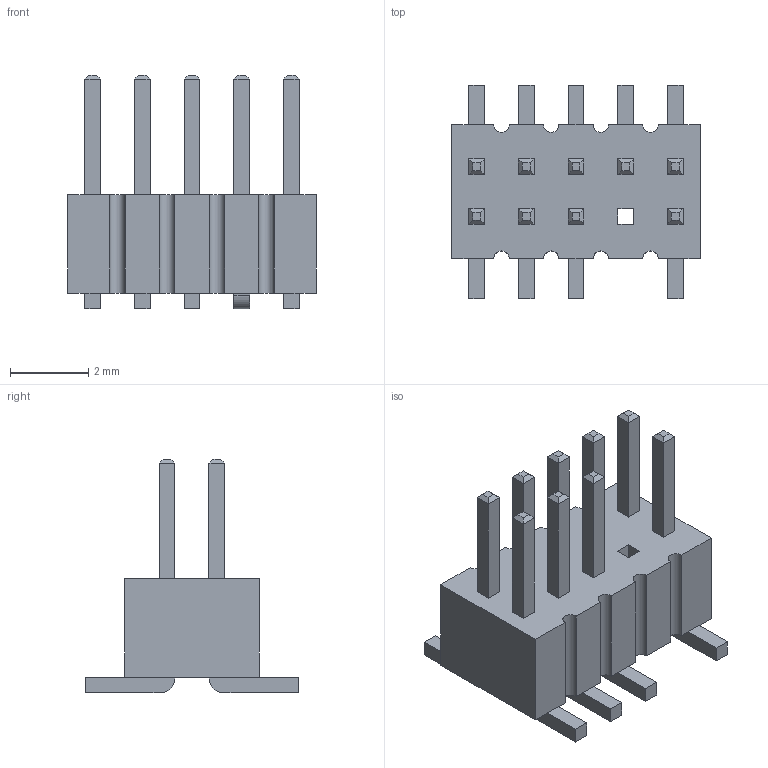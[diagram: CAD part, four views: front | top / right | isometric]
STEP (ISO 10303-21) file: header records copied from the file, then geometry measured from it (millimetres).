
FILE_DESCRIPTION(('FreeCAD Model'),'2;1');
FILE_NAME('Samtec_FTSH_105_xx_x_DV_007_cp.step', '2019-08-10T09:33:29',('kicad StepUp'),('ksu MCAD'), 'Open CASCADE STEP processor 7.3','FreeCAD','Unknown');
FILE_SCHEMA(('AUTOMOTIVE_DESIGN { 1 0 10303 214 1 1 1 1 }'));
Length unit declared in the file: millimetre
Products named in the file (1): Samtec_FTSH_105_xx_x_DV_007_cp
Bounding box: 6.35 x 5.45 x 5.97 mm (x, y, z)
Volume: 57.1 mm3; surface area: 214.1 mm2
Topology: 19 solids, 19 shells, 215 faces, 495 edges, 318 vertices
Faces by surface type: plane 198, cylinder 17
Entity records: 7458 total; most frequent: CARTESIAN_POINT 1029, ORIENTED_EDGE 990, DIRECTION 961, EDGE_CURVE 495, LINE 461, VECTOR 461, VERTEX_POINT 318, AXIS2_PLACEMENT_3D 250
